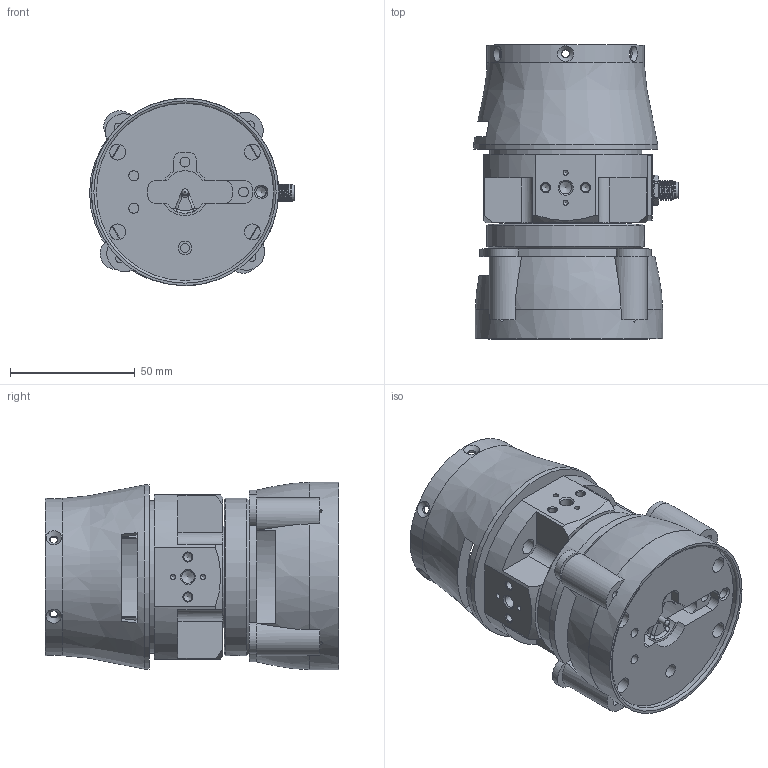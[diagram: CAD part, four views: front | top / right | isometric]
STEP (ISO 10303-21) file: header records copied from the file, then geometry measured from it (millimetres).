
FILE_DESCRIPTION(/* description */ ('STEP AP242','CAx-IF Rec.Pracs.---Representation and Presentation of Product Manufacturing Information (PMI)---4.0---2014-10-13','CAx-IF Rec.Pracs.---3D Tessellated Geometry---0.4---2014-09-14','2;1'),/* implementation_level */ '2;1');
FILE_NAME(/* name */ '660c7bad42294121382f19cd',/* time_stamp */ '2024-04-02T21:42:06Z',/* author */ (''),/* organization */ (''),/* preprocessor_version */ 'ST-DEVELOPER v19.4',/* originating_system */ ' ',/* authorisation */ ' ');
FILE_SCHEMA (('AP242_MANAGED_MODEL_BASED_3D_ENGINEERING_MIM_LF { 1 0 10303 442 1 1 4 }'));
Products named in the file (5): Assembly 1; wrist-adaptor-back; lid; SensONE; Part 3
Assembly tree (4 placements, depth 2):
  Assembly 1
    wrist-adaptor-back
    lid
    SensONE
    Part 3
Bounding box: 82.06 x 117.7 x 75 mm (x, y, z)
Volume: 214500.8 mm3; surface area: 90250.5 mm2
Topology: 4 solids, 6 shells, 885 faces, 2460 edges, 1594 vertices
Faces by surface type: plane 384, cylinder 292, bspline 109, cone 79, sphere 13, torus 8
Full cylindrical faces by diameter (mm): 0.6 x8, 0.7 x8, 1.25 x2, 1.6 x2, 1.8 x2, 2 x6, 2.5 x1, 3.2 x6, 3.251 x4, 3.3 x6, 3.6 x1, 4 x4, 4.2 x1, 5 x10, 5.5 x1, 5.8 x1, 6 x4, 6.05 x1, 6.4 x8, 6.9 x1, 12 x1, 31.5 x2, 33.02 x1, 40.8 x1, 60.96 x1, 63 x2, 71 x1, 73.717 x1, 75 x1
Entity records: 44467 total; most frequent: CARTESIAN_POINT 23733, ORIENTED_EDGE 4280, DIRECTION 4009, EDGE_CURVE 2140, AXIS2_PLACEMENT_3D 1574, VERTEX_POINT 1492, FACE_BOUND 1182, EDGE_LOOP 1160
